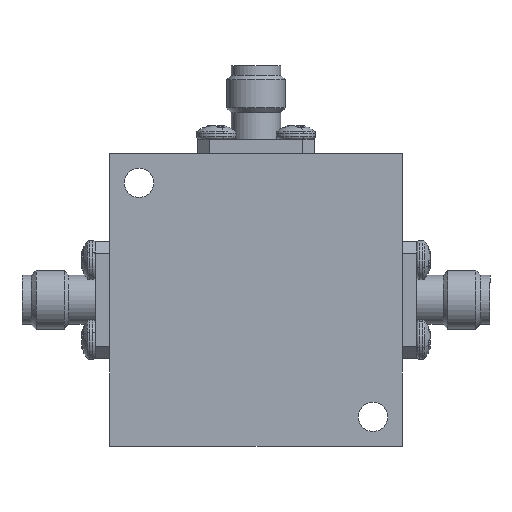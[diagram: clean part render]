
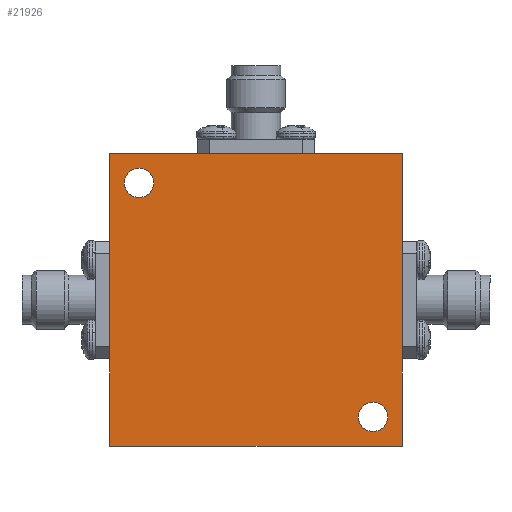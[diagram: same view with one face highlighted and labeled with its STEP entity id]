
A CAD part, front view. The second image highlights one B-rep face of the part: STEP entity #21926.
In plain terms, the highlighted planar face has unit normal (0, -1, 0).
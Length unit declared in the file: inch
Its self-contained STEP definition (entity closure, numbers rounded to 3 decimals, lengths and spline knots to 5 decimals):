
#120 = EDGE_LOOP ( 'NONE', ( #2490, #13524, #44815, #60734 ) ) ;
#306 = EDGE_CURVE ( 'NONE', #55596, #46751, #53715, .T. ) ;
#1912 = VECTOR ( 'NONE', #17208, 39.37008 ) ;
#1925 = ORIENTED_EDGE ( 'NONE', *, *, #8531, .T. ) ;
#2300 = EDGE_CURVE ( 'NONE', #47991, #3166, #13489, .T. ) ;
#2490 = ORIENTED_EDGE ( 'NONE', *, *, #5456, .F. ) ;
#3166 = VERTEX_POINT ( 'NONE', #24665 ) ;
#4904 = EDGE_LOOP ( 'NONE', ( #1925, #41923 ) ) ;
#5288 = AXIS2_PLACEMENT_3D ( 'NONE', #19715, #54524, #28787 ) ;
#5351 = CARTESIAN_POINT ( 'NONE',  ( 0.625, 0., 0.625 ) ) ;
#5456 = EDGE_CURVE ( 'NONE', #14367, #13903, #58556, .T. ) ;
#6854 = DIRECTION ( 'NONE',  ( 0., 0., 1. ) ) ;
#8138 = DIRECTION ( 'NONE',  ( 0., 1., 0. ) ) ;
#8531 = EDGE_CURVE ( 'NONE', #46751, #55596, #50167, .T. ) ;
#10106 = EDGE_CURVE ( 'NONE', #3166, #47991, #21380, .T. ) ;
#10676 = EDGE_CURVE ( 'NONE', #62680, #27688, #61123, .T. ) ;
#10934 = CARTESIAN_POINT ( 'NONE',  ( -0.625, 0., -0.625 ) ) ;
#13489 = CIRCLE ( 'NONE', #56828, 0.0625 ) ;
#13524 = ORIENTED_EDGE ( 'NONE', *, *, #44202, .F. ) ;
#13903 = VERTEX_POINT ( 'NONE', #32290 ) ;
#14367 = VERTEX_POINT ( 'NONE', #56566 ) ;
#14568 = EDGE_CURVE ( 'NONE', #13903, #62680, #45825, .T. ) ;
#14938 = CARTESIAN_POINT ( 'NONE',  ( -0.625, 0., 0.625 ) ) ;
#15123 = AXIS2_PLACEMENT_3D ( 'NONE', #25098, #21213, #26394 ) ;
#17208 = DIRECTION ( 'NONE',  ( 0., 0., 1. ) ) ;
#19176 = DIRECTION ( 'NONE',  ( 0., 0., -1. ) ) ;
#19715 = CARTESIAN_POINT ( 'NONE',  ( 0., 0., 0. ) ) ;
#21213 = DIRECTION ( 'NONE',  ( 0., 1., 0. ) ) ;
#21376 = CARTESIAN_POINT ( 'NONE',  ( -0.625, 0., -0.625 ) ) ;
#21380 = CIRCLE ( 'NONE', #31638, 0.0625 ) ;
#21832 = AXIS2_PLACEMENT_3D ( 'NONE', #22311, #56797, #61021 ) ;
#21926 = ADVANCED_FACE ( 'NONE', ( #38740, #44503, #39695 ), #49342, .T. ) ;
#22311 = CARTESIAN_POINT ( 'NONE',  ( 0.5, 0., -0.5 ) ) ;
#24665 = CARTESIAN_POINT ( 'NONE',  ( -0.5, 0., 0.4375 ) ) ;
#25098 = CARTESIAN_POINT ( 'NONE',  ( 0.5, 0., -0.5 ) ) ;
#26394 = DIRECTION ( 'NONE',  ( 0., 0., 1. ) ) ;
#27688 = VERTEX_POINT ( 'NONE', #14938 ) ;
#27818 = DIRECTION ( 'NONE',  ( 0., 0., 1. ) ) ;
#28787 = DIRECTION ( 'NONE',  ( 0., 0., -1. ) ) ;
#31638 = AXIS2_PLACEMENT_3D ( 'NONE', #52924, #8138, #27818 ) ;
#32290 = CARTESIAN_POINT ( 'NONE',  ( 0.625, 0., -0.625 ) ) ;
#32776 = CARTESIAN_POINT ( 'NONE',  ( -0.5, 0., 0.5625 ) ) ;
#37495 = VECTOR ( 'NONE', #19176, 39.37008 ) ;
#38722 = ORIENTED_EDGE ( 'NONE', *, *, #2300, .T. ) ;
#38740 = FACE_BOUND ( 'NONE', #4904, .T. ) ;
#38903 = CARTESIAN_POINT ( 'NONE',  ( 0.5, 0., -0.4375 ) ) ;
#39695 = FACE_BOUND ( 'NONE', #41571, .T. ) ;
#40475 = VECTOR ( 'NONE', #55867, 39.37008 ) ;
#41571 = EDGE_LOOP ( 'NONE', ( #62995, #38722 ) ) ;
#41923 = ORIENTED_EDGE ( 'NONE', *, *, #306, .T. ) ;
#42655 = CARTESIAN_POINT ( 'NONE',  ( -0.625, 0., 0.625 ) ) ;
#43229 = DIRECTION ( 'NONE',  ( 1., 0., 0. ) ) ;
#44202 = EDGE_CURVE ( 'NONE', #27688, #14367, #60757, .T. ) ;
#44503 = FACE_OUTER_BOUND ( 'NONE', #120, .T. ) ;
#44815 = ORIENTED_EDGE ( 'NONE', *, *, #10676, .F. ) ;
#45825 = LINE ( 'NONE', #21376, #40475 ) ;
#46751 = VERTEX_POINT ( 'NONE', #51526 ) ;
#47991 = VERTEX_POINT ( 'NONE', #32776 ) ;
#49342 = PLANE ( 'NONE',  #5288 ) ;
#50167 = CIRCLE ( 'NONE', #15123, 0.0625 ) ;
#50975 = DIRECTION ( 'NONE',  ( 0., 1., 0. ) ) ;
#51018 = CARTESIAN_POINT ( 'NONE',  ( -0.625, 0., 0.625 ) ) ;
#51526 = CARTESIAN_POINT ( 'NONE',  ( 0.5, 0., -0.5625 ) ) ;
#52924 = CARTESIAN_POINT ( 'NONE',  ( -0.5, 0., 0.5 ) ) ;
#53715 = CIRCLE ( 'NONE', #21832, 0.0625 ) ;
#54524 = DIRECTION ( 'NONE',  ( 0., -1., 0. ) ) ;
#55596 = VERTEX_POINT ( 'NONE', #38903 ) ;
#55855 = CARTESIAN_POINT ( 'NONE',  ( -0.5, 0., 0.5 ) ) ;
#55867 = DIRECTION ( 'NONE',  ( -1., 0., 0. ) ) ;
#56054 = VECTOR ( 'NONE', #43229, 39.37008 ) ;
#56566 = CARTESIAN_POINT ( 'NONE',  ( 0.625, 0., 0.625 ) ) ;
#56797 = DIRECTION ( 'NONE',  ( 0., 1., 0. ) ) ;
#56828 = AXIS2_PLACEMENT_3D ( 'NONE', #55855, #50975, #6854 ) ;
#58556 = LINE ( 'NONE', #5351, #37495 ) ;
#60734 = ORIENTED_EDGE ( 'NONE', *, *, #14568, .F. ) ;
#60757 = LINE ( 'NONE', #51018, #56054 ) ;
#61021 = DIRECTION ( 'NONE',  ( 0., 0., 1. ) ) ;
#61123 = LINE ( 'NONE', #42655, #1912 ) ;
#62680 = VERTEX_POINT ( 'NONE', #10934 ) ;
#62995 = ORIENTED_EDGE ( 'NONE', *, *, #10106, .T. ) ;
